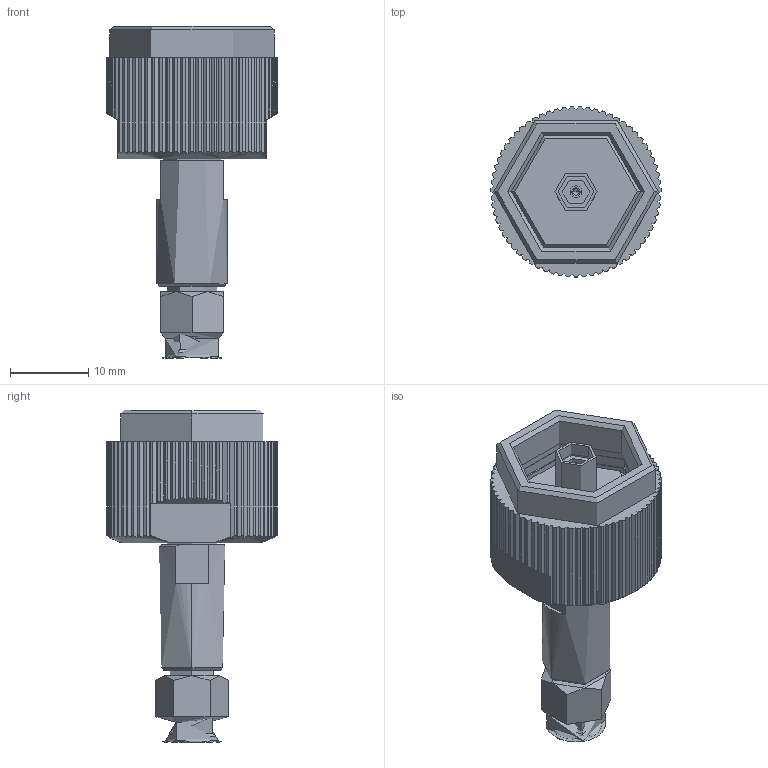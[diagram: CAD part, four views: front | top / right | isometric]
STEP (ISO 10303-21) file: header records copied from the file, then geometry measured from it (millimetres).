
FILE_DESCRIPTION (( 'STEP AP214' ), '1' );
FILE_NAME ('CT-3FN3M-LN1.STEP', '2025-01-24T23:17:19', ( '' ), ( '' ), 'SwSTEP 2.0', 'SolidWorks 2021', '' );
FILE_SCHEMA (( 'AUTOMOTIVE_DESIGN' ));
Length unit declared in the file: inch
Products named in the file (1): CT-3FN3M-LN1
Bounding box: 21.8 x 21.79 x 42.53 mm (x, y, z)
Topology: 0 solids, 6 shells, 403 faces, 1086 edges, 711 vertices
Faces by surface type: plane 212, cylinder 141, cone 46, bspline 4
Full cylindrical faces by diameter (mm): 5.66 x1
Entity records: 21179 total; most frequent: CARTESIAN_POINT 6050, ORIENTED_EDGE 2146, DIRECTION 1925, EDGE_CURVE 1081, VERTEX_POINT 712, AXIS2_PLACEMENT_3D 693, LINE 539, VECTOR 539
